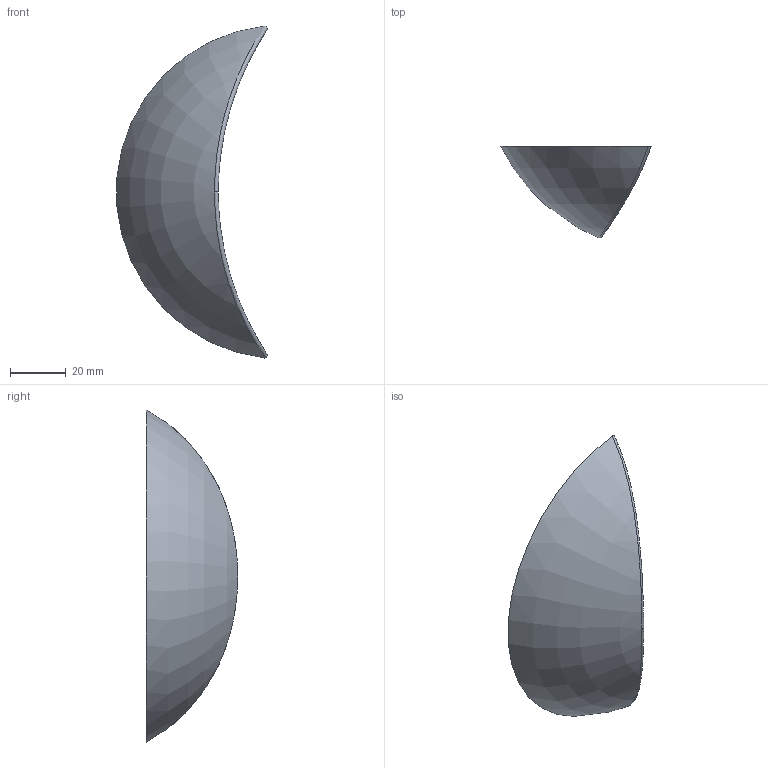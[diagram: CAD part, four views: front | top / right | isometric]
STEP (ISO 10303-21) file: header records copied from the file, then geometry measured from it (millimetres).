
FILE_DESCRIPTION(('Creo Elements/Direct Modeling STEP Export'),'2;1');
FILE_NAME('2021-119.stp','2019-04-02T13:00:36',(''),(''),'Creo Elements/Direct Modeling STEP processor for AP214 (Solid Model)','Creo Elements/Direct Modeling 20.0 12-Nov-2016 (C) Parametric Technology GmbH','');
FILE_SCHEMA(('AUTOMOTIVE_DESIGN { 1 0 10303 214 1 1 1 1 }'));
Length unit declared in the file: millimetre
Products named in the file (1): 2021-119
Bounding box: 53.96 x 32.89 x 119.22 mm (x, y, z)
Volume: 13204.7 mm3; surface area: 11783.7 mm2
Topology: 1 solids, 1 shells, 30 faces, 78 edges, 50 vertices
Faces by surface type: cylinder 11, plane 7, bspline 6, cone 4, torus 2
Entity records: 1996 total; most frequent: CARTESIAN_POINT 1281, ORIENTED_EDGE 148, DIRECTION 108, EDGE_CURVE 74, VERTEX_POINT 50, AXIS2_PLACEMENT_3D 44, EDGE_LOOP 34, B_SPLINE_CURVE_WITH_KNOTS 30
